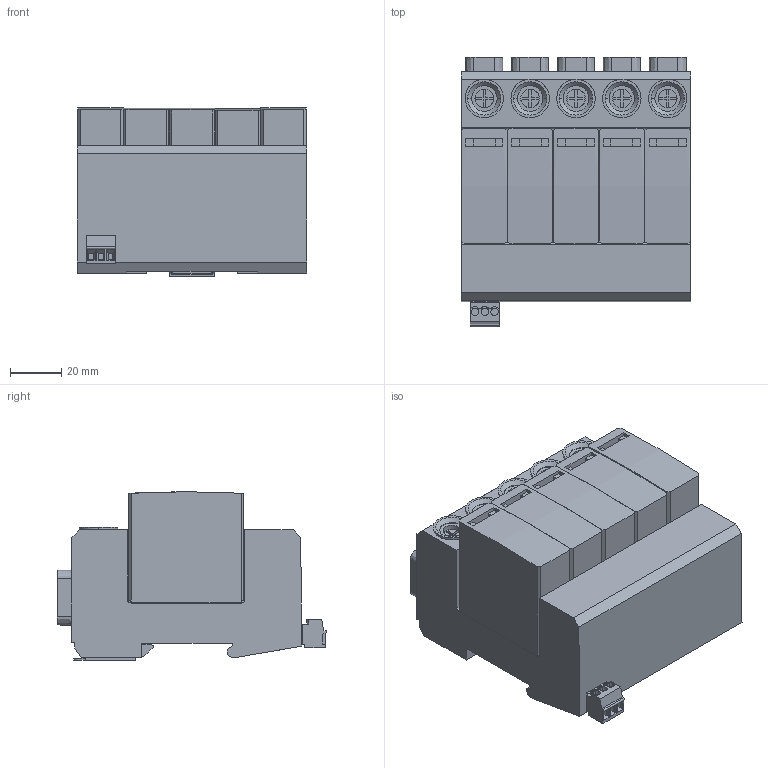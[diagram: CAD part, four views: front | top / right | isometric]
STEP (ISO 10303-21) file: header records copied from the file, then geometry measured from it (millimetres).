
FILE_DESCRIPTION(('CATIA V5 STEP Exchange','CAx-IF Rec.Pracs.--- Model Styling and Organization---1.4--- 2014-01-23'),'2;1');
FILE_NAME ('D1511573_1', '2022-01-13T09:22:40+00:00', ('none'), ('Weidmueller'), 'CATIA Version 5-6 Release 2016 SP3 HF44', 'CATIA V5 STEP AP214', 'none');
FILE_SCHEMA(('AUTOMOTIVE_DESIGN { 1 0 10303 214 1 1 1 1 }'));
Length unit declared in the file: millimetre
Products named in the file (1): S3D_VPU_PV_II_5_R_1000
Bounding box: 89.8 x 105.35 x 65.84 mm (x, y, z)
Volume: 417792.7 mm3; surface area: 82882.3 mm2
Topology: 16 solids, 16 shells, 847 faces, 2362 edges, 1592 vertices
Faces by surface type: plane 658, extrusion 95, cylinder 72, cone 22
Entity records: 28156 total; most frequent: CARTESIAN_POINT 7176, ORIENTED_EDGE 4724, DIRECTION 3086, EDGE_CURVE 2362, VECTOR 1871, LINE 1776, VERTEX_POINT 1592, EDGE_LOOP 896
